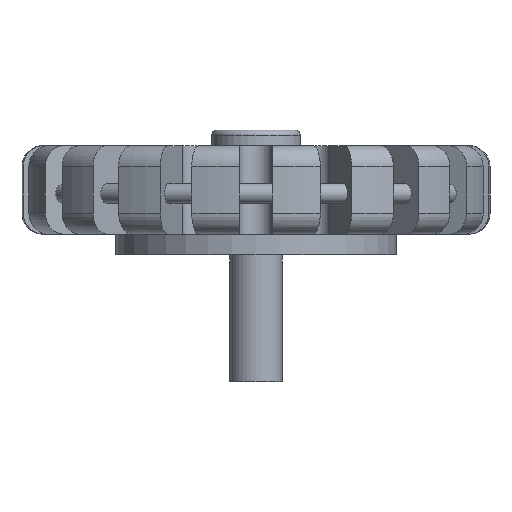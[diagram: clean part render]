
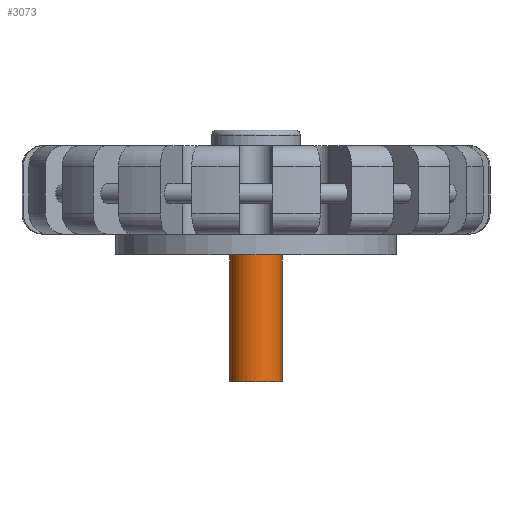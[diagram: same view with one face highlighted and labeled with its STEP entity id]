
A CAD part, front view. The second image highlights one B-rep face of the part: STEP entity #3073.
In plain terms, the highlighted cylindrical face has radius 2.5 mm (diameter 5 mm), a full revolution.
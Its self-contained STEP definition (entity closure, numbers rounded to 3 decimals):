
#325=LINE('',#5783,#509);
#509=VECTOR('',#4161,2.5);
#563=CYLINDRICAL_SURFACE('',#3405,2.5);
#695=FACE_OUTER_BOUND('',#876,.T.);
#876=EDGE_LOOP('',(#2483,#2484,#2485,#2486));
#1099=CIRCLE('',#3406,2.5);
#1100=CIRCLE('',#3407,2.5);
#1425=VERTEX_POINT('',#5780);
#1426=VERTEX_POINT('',#5782);
#1831=EDGE_CURVE('',#1425,#1425,#1099,.T.);
#1832=EDGE_CURVE('',#1425,#1426,#325,.T.);
#1833=EDGE_CURVE('',#1426,#1426,#1100,.T.);
#2483=ORIENTED_EDGE('',*,*,#1831,.F.);
#2484=ORIENTED_EDGE('',*,*,#1832,.T.);
#2485=ORIENTED_EDGE('',*,*,#1833,.T.);
#2486=ORIENTED_EDGE('',*,*,#1832,.F.);
#3073=ADVANCED_FACE('',(#695),#563,.T.);
#3405=AXIS2_PLACEMENT_3D('',#5779,#4157,#4158);
#3406=AXIS2_PLACEMENT_3D('',#5781,#4159,#4160);
#3407=AXIS2_PLACEMENT_3D('',#5784,#4162,#4163);
#4157=DIRECTION('center_axis',(0.,0.,1.));
#4158=DIRECTION('ref_axis',(1.,0.,0.));
#4159=DIRECTION('center_axis',(0.,0.,-1.));
#4160=DIRECTION('ref_axis',(1.,0.,0.));
#4161=DIRECTION('',(0.,0.,1.));
#4162=DIRECTION('center_axis',(0.,0.,-1.));
#4163=DIRECTION('ref_axis',(1.,0.,0.));
#5779=CARTESIAN_POINT('Origin',(0.,0.,-14.2));
#5780=CARTESIAN_POINT('',(-2.5,0.,-14.2));
#5781=CARTESIAN_POINT('Origin',(0.,0.,-14.2));
#5782=CARTESIAN_POINT('',(-2.5,0.,-2.));
#5783=CARTESIAN_POINT('',(-2.5,0.,-14.2));
#5784=CARTESIAN_POINT('Origin',(0.,0.,-2.));
